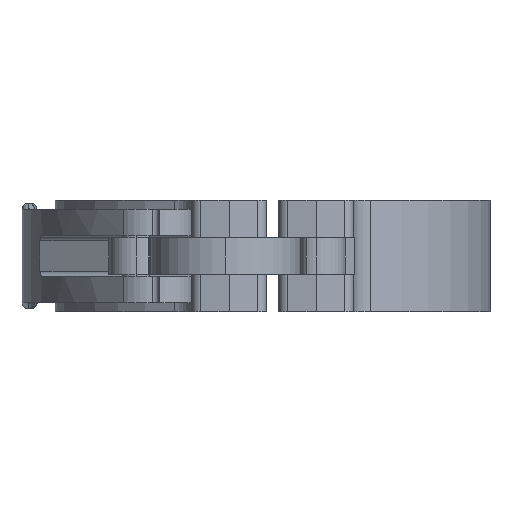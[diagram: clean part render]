
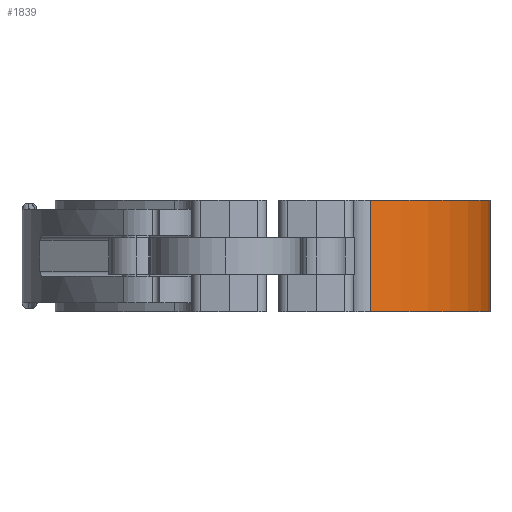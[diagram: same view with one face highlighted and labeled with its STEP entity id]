
A CAD part, front view. The second image highlights one B-rep face of the part: STEP entity #1839.
In plain terms, the highlighted cylindrical face has radius 35 mm (diameter 70 mm), a partial arc.
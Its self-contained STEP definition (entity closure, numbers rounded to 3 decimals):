
#218 = ORIENTED_EDGE ( 'NONE', *, *, #1327, .T. ) ;
#372 = DIRECTION ( 'NONE',  ( -1., 0., 0. ) ) ;
#481 = CARTESIAN_POINT ( 'NONE',  ( 0., 0.5, 0. ) ) ;
#776 = DIRECTION ( 'NONE',  ( 0., 0., -1. ) ) ;
#1327 = EDGE_CURVE ( 'NONE', #6435, #8655, #2520, .T. ) ;
#1829 = CIRCLE ( 'NONE', #9711, 35. ) ;
#1839 = ADVANCED_FACE ( 'NONE', ( #5870 ), #9647, .T. ) ;
#1982 = DIRECTION ( 'NONE',  ( -1., 0., 0. ) ) ;
#2520 = LINE ( 'NONE', #4806, #8531 ) ;
#3006 = CARTESIAN_POINT ( 'NONE',  ( 0., 0.5, 9. ) ) ;
#3445 = DIRECTION ( 'NONE',  ( 0., 0., -1. ) ) ;
#3610 = VERTEX_POINT ( 'NONE', #8453 ) ;
#3710 = EDGE_CURVE ( 'NONE', #6435, #3610, #8110, .T. ) ;
#3714 = AXIS2_PLACEMENT_3D ( 'NONE', #9367, #4874, #372 ) ;
#3761 = DIRECTION ( 'NONE',  ( -1., 0., 0. ) ) ;
#3800 = ORIENTED_EDGE ( 'NONE', *, *, #6907, .T. ) ;
#4076 = ORIENTED_EDGE ( 'NONE', *, *, #3710, .F. ) ;
#4380 = EDGE_LOOP ( 'NONE', ( #5282, #3800, #4076, #218 ) ) ;
#4517 = CARTESIAN_POINT ( 'NONE',  ( 15.75, -30.756, 0. ) ) ;
#4806 = CARTESIAN_POINT ( 'NONE',  ( 18.51, 30.205, 0. ) ) ;
#4874 = DIRECTION ( 'NONE',  ( 0., 0., -1. ) ) ;
#5282 = ORIENTED_EDGE ( 'NONE', *, *, #8794, .T. ) ;
#5870 = FACE_OUTER_BOUND ( 'NONE', #4380, .T. ) ;
#6435 = VERTEX_POINT ( 'NONE', #6543 ) ;
#6543 = CARTESIAN_POINT ( 'NONE',  ( 18.51, 30.205, -9. ) ) ;
#6907 = EDGE_CURVE ( 'NONE', #7959, #3610, #7742, .T. ) ;
#7504 = VECTOR ( 'NONE', #776, 1000. ) ;
#7742 = LINE ( 'NONE', #4517, #7504 ) ;
#7785 = DIRECTION ( 'NONE',  ( 0., 0., 1. ) ) ;
#7959 = VERTEX_POINT ( 'NONE', #8789 ) ;
#8088 = CARTESIAN_POINT ( 'NONE',  ( 18.51, 30.205, 9. ) ) ;
#8110 = CIRCLE ( 'NONE', #3714, 35. ) ;
#8266 = DIRECTION ( 'NONE',  ( 0., 0., -1. ) ) ;
#8299 = AXIS2_PLACEMENT_3D ( 'NONE', #481, #3445, #1982 ) ;
#8453 = CARTESIAN_POINT ( 'NONE',  ( 15.75, -30.756, -9. ) ) ;
#8531 = VECTOR ( 'NONE', #7785, 1000. ) ;
#8655 = VERTEX_POINT ( 'NONE', #8088 ) ;
#8789 = CARTESIAN_POINT ( 'NONE',  ( 15.75, -30.756, 9. ) ) ;
#8794 = EDGE_CURVE ( 'NONE', #8655, #7959, #1829, .T. ) ;
#9367 = CARTESIAN_POINT ( 'NONE',  ( 0., 0.5, -9. ) ) ;
#9647 = CYLINDRICAL_SURFACE ( 'NONE', #8299, 35. ) ;
#9711 = AXIS2_PLACEMENT_3D ( 'NONE', #3006, #8266, #3761 ) ;
